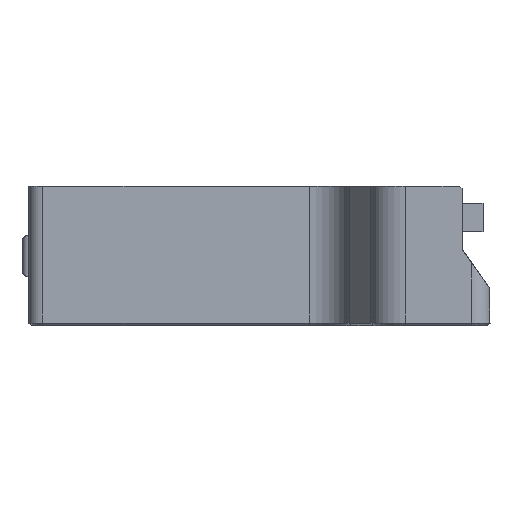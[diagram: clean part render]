
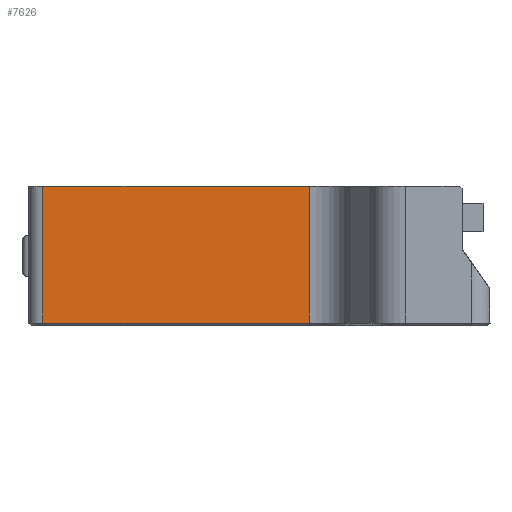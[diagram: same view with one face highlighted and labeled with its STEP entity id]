
A CAD part, left-side view. The second image highlights one B-rep face of the part: STEP entity #7626.
In plain terms, the highlighted planar face has unit normal (-1, 0, 0).
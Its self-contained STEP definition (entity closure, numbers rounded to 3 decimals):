
#708=FACE_OUTER_BOUND('',#1145,.T.);
#1145=EDGE_LOOP('',(#6422,#6423,#6424,#6425));
#1397=LINE('',#10962,#2259);
#1479=LINE('',#11157,#2341);
#1904=LINE('',#12173,#2766);
#1905=LINE('',#12175,#2767);
#2259=VECTOR('',#8760,10.);
#2341=VECTOR('',#8904,10.);
#2766=VECTOR('',#9949,10.);
#2767=VECTOR('',#9952,10.);
#3148=VERTEX_POINT('',#10959);
#3149=VERTEX_POINT('',#10961);
#3230=VERTEX_POINT('',#11151);
#3231=VERTEX_POINT('',#11155);
#3919=EDGE_CURVE('',#3148,#3149,#1397,.T.);
#4014=EDGE_CURVE('',#3231,#3230,#1479,.T.);
#4520=EDGE_CURVE('',#3231,#3149,#1904,.T.);
#4521=EDGE_CURVE('',#3230,#3148,#1905,.T.);
#6422=ORIENTED_EDGE('',*,*,#4014,.F.);
#6423=ORIENTED_EDGE('',*,*,#4520,.T.);
#6424=ORIENTED_EDGE('',*,*,#3919,.F.);
#6425=ORIENTED_EDGE('',*,*,#4521,.F.);
#7267=PLANE('',#8209);
#7626=ADVANCED_FACE('',(#708),#7267,.T.);
#8209=AXIS2_PLACEMENT_3D('',#12174,#9950,#9951);
#8760=DIRECTION('',(0.,-1.,0.));
#8904=DIRECTION('',(0.,1.,0.));
#9949=DIRECTION('',(0.,0.,1.));
#9950=DIRECTION('center_axis',(-1.,0.,0.));
#9951=DIRECTION('ref_axis',(0.,1.,0.));
#9952=DIRECTION('',(0.,0.,1.));
#10959=CARTESIAN_POINT('',(-187.4,30.5,10.));
#10961=CARTESIAN_POINT('',(-187.4,-7.602,10.));
#10962=CARTESIAN_POINT('',(-187.4,15.25,10.));
#11151=CARTESIAN_POINT('',(-187.4,30.5,-9.6));
#11155=CARTESIAN_POINT('',(-187.4,-7.602,-9.6));
#11157=CARTESIAN_POINT('',(-187.4,14.106,-9.6));
#12173=CARTESIAN_POINT('',(-187.4,-7.602,8.));
#12174=CARTESIAN_POINT('Origin',(-187.4,30.5,-11.));
#12175=CARTESIAN_POINT('',(-187.4,30.5,8.));
